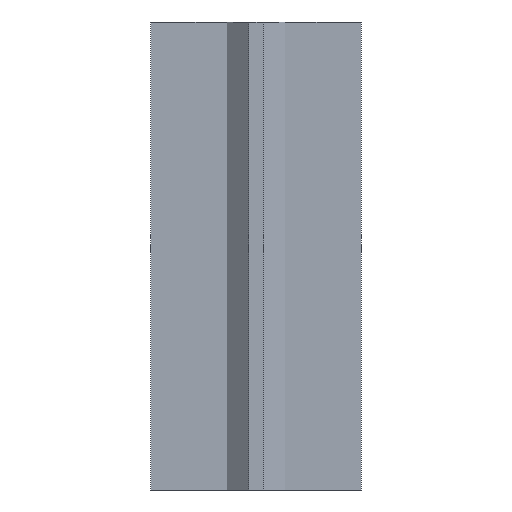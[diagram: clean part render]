
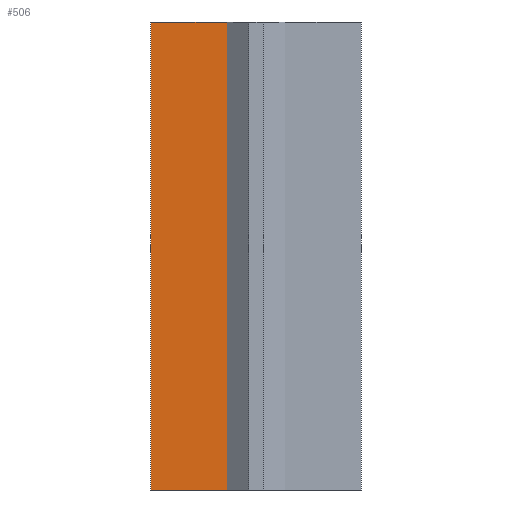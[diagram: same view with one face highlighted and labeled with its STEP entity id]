
A CAD part, front view. The second image highlights one B-rep face of the part: STEP entity #506.
In plain terms, the highlighted planar face has unit normal (0, -1, 0).
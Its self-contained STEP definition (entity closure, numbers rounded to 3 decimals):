
#34 = LINE ( 'NONE', #304, #268 ) ;
#35 = LINE ( 'NONE', #455, #465 ) ;
#39 = VERTEX_POINT ( 'NONE', #104 ) ;
#70 = DIRECTION ( 'NONE',  ( 0., 0., -1. ) ) ;
#71 = ORIENTED_EDGE ( 'NONE', *, *, #142, .T. ) ;
#84 = ORIENTED_EDGE ( 'NONE', *, *, #545, .F. ) ;
#90 = CARTESIAN_POINT ( 'NONE',  ( -22.5, -3., 100. ) ) ;
#104 = CARTESIAN_POINT ( 'NONE',  ( -22.5, -3., 0. ) ) ;
#135 = AXIS2_PLACEMENT_3D ( 'NONE', #90, #587, #480 ) ;
#139 = CARTESIAN_POINT ( 'NONE',  ( -22.5, -3., 100. ) ) ;
#142 = EDGE_CURVE ( 'NONE', #367, #39, #35, .T. ) ;
#148 = VECTOR ( 'NONE', #191, 1000. ) ;
#170 = ORIENTED_EDGE ( 'NONE', *, *, #636, .T. ) ;
#177 = CARTESIAN_POINT ( 'NONE',  ( -4., -3., 100. ) ) ;
#180 = EDGE_CURVE ( 'NONE', #320, #303, #534, .T. ) ;
#191 = DIRECTION ( 'NONE',  ( 1., 0., 0. ) ) ;
#218 = CARTESIAN_POINT ( 'NONE',  ( -4., -3., 100. ) ) ;
#222 = EDGE_LOOP ( 'NONE', ( #170, #462, #84, #71 ) ) ;
#268 = VECTOR ( 'NONE', #595, 1000. ) ;
#287 = CARTESIAN_POINT ( 'NONE',  ( -22.5, -3., 100. ) ) ;
#303 = VERTEX_POINT ( 'NONE', #466 ) ;
#304 = CARTESIAN_POINT ( 'NONE',  ( -22.5, -3., 0. ) ) ;
#310 = DIRECTION ( 'NONE',  ( 0., 0., -1. ) ) ;
#320 = VERTEX_POINT ( 'NONE', #177 ) ;
#335 = VECTOR ( 'NONE', #70, 1000. ) ;
#367 = VERTEX_POINT ( 'NONE', #287 ) ;
#455 = CARTESIAN_POINT ( 'NONE',  ( -22.5, -3., 100. ) ) ;
#462 = ORIENTED_EDGE ( 'NONE', *, *, #180, .F. ) ;
#465 = VECTOR ( 'NONE', #310, 1000. ) ;
#466 = CARTESIAN_POINT ( 'NONE',  ( -4., -3., 0. ) ) ;
#480 = DIRECTION ( 'NONE',  ( 0., 0., 1. ) ) ;
#506 = ADVANCED_FACE ( 'NONE', ( #533 ), #532, .F. ) ;
#532 = PLANE ( 'NONE',  #135 ) ;
#533 = FACE_OUTER_BOUND ( 'NONE', #222, .T. ) ;
#534 = LINE ( 'NONE', #218, #335 ) ;
#545 = EDGE_CURVE ( 'NONE', #367, #320, #570, .T. ) ;
#570 = LINE ( 'NONE', #139, #148 ) ;
#587 = DIRECTION ( 'NONE',  ( 0., 1., 0. ) ) ;
#595 = DIRECTION ( 'NONE',  ( 1., 0., 0. ) ) ;
#636 = EDGE_CURVE ( 'NONE', #39, #303, #34, .T. ) ;
